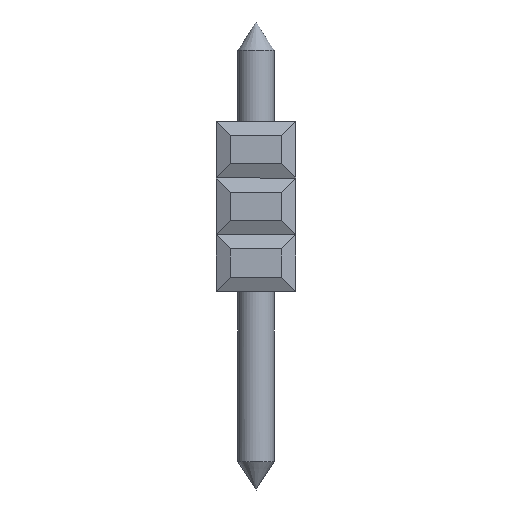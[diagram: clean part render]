
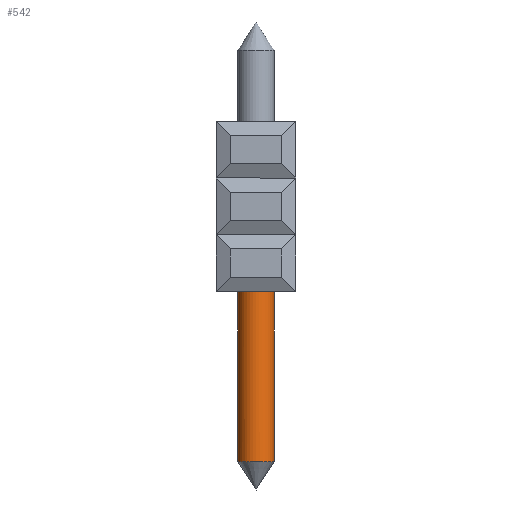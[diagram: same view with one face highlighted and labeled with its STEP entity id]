
A CAD part, left-side view. The second image highlights one B-rep face of the part: STEP entity #542.
In plain terms, the highlighted cylindrical face has radius 0.65 mm (diameter 1.3 mm), a full revolution.
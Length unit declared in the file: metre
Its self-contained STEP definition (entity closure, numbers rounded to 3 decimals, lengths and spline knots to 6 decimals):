
#542=ADVANCED_FACE('',(#1513,#1514),#1515,.T.);
#1513=FACE_OUTER_BOUND('',#3032,.T.);
#1514=FACE_OUTER_BOUND('',#3033,.T.);
#1515=CYLINDRICAL_SURFACE('',#3034,0.00065);
#3032=EDGE_LOOP('',(#4706));
#3033=EDGE_LOOP('',(#4707));
#3034=AXIS2_PLACEMENT_3D('',#4708,#4709,#4710);
#4706=ORIENTED_EDGE('',*,*,#8554,.F.);
#4707=ORIENTED_EDGE('',*,*,#8557,.F.);
#4708=CARTESIAN_POINT('',(0.07065,-0.03326,-0.0015));
#4709=DIRECTION('',(0.0,0.,-1.0));
#4710=DIRECTION('',(-1.0,0.0,0.0));
#8554=EDGE_CURVE('',#10202,#10202,#10203,.T.);
#8557=EDGE_CURVE('',#10205,#10205,#10206,.T.);
#10202=VERTEX_POINT('',#12459);
#10203=CIRCLE('',#12460,0.00065);
#10205=VERTEX_POINT('',#12462);
#10206=CIRCLE('',#12463,0.00065);
#12459=CARTESIAN_POINT('',(0.07104,-0.03274,-0.012));
#12460=AXIS2_PLACEMENT_3D('',#15322,#15323,#15324);
#12462=CARTESIAN_POINT('',(0.07065,-0.03391,-0.0058));
#12463=AXIS2_PLACEMENT_3D('',#15325,#15326,#15327);
#15322=CARTESIAN_POINT('',(0.07065,-0.03326,-0.012));
#15323=DIRECTION('',(0.,0.,-1.0));
#15324=DIRECTION('',(0.6,0.8,0.));
#15325=CARTESIAN_POINT('',(0.07065,-0.03326,-0.0058));
#15326=DIRECTION('',(0.0,0.,1.0));
#15327=DIRECTION('',(0.0,-1.0,0.));
